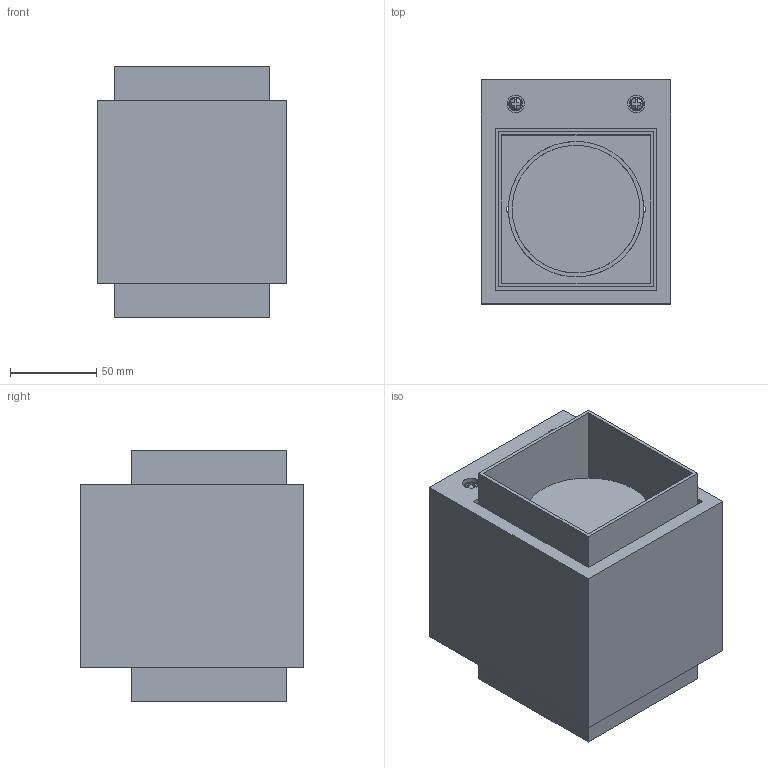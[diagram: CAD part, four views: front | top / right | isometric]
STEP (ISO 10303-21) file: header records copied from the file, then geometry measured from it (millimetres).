
FILE_DESCRIPTION(/* description */ (''),/* implementation_level */ '2;1');
FILE_NAME(/* name */ 'T076_Fede_PareteRettangolare',/* time_stamp */ '2023-09-14T15:39:02+02:00',/* author */ (''),/* organization */ (''),/* preprocessor_version */ 'ST-DEVELOPER v16.5',/* originating_system */ 'Rhino 7.20',/* authorisation */ '');
FILE_SCHEMA (('CONFIG_CONTROL_DESIGN'));
Length unit declared in the file: millimetre
Products named in the file (1): Document
Bounding box: 110 x 130 x 146 mm (x, y, z)
Volume: 835860.7 mm3; surface area: 330186.4 mm2
Topology: 26 solids, 26 shells, 491 faces, 1160 edges, 768 vertices
Faces by surface type: cylinder 248, plane 223, bspline 20
Entity records: 13385 total; most frequent: CARTESIAN_POINT 5450, ORIENTED_EDGE 2320, EDGE_CURVE 1160, VERTEX_POINT 768, EDGE_LOOP 624, ADVANCED_FACE 491, FACE_OUTER_BOUND 491, DIRECTION 466
